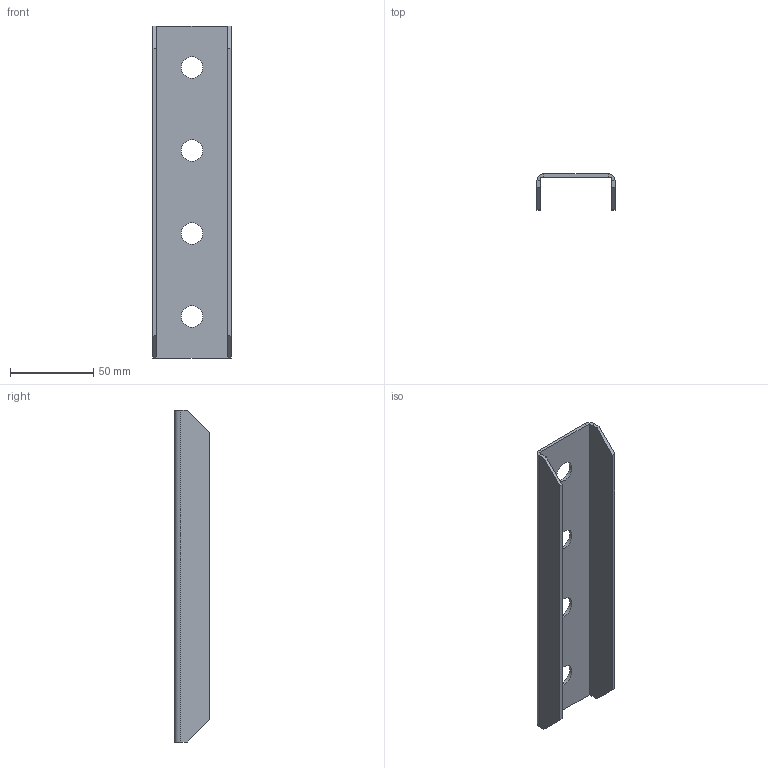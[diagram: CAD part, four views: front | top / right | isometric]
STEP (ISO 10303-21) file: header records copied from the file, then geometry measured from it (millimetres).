
FILE_DESCRIPTION (( 'STEP AP214' ), '1' );
FILE_NAME ('1124681.STEP', '2026-02-19T15:56:16', ( '' ), ( '' ), 'SwSTEP 2.0', 'SolidWorks 2024', '' );
FILE_SCHEMA (( 'AUTOMOTIVE_DESIGN' ));
Length unit declared in the file: millimetre
Products named in the file (1): 1124681
Bounding box: 47 x 21.6 x 200 mm (x, y, z)
Volume: 31315.7 mm3; surface area: 33396.9 mm2
Topology: 1 solids, 1 shells, 32 faces, 82 edges, 52 vertices
Faces by surface type: plane 22, cylinder 10
Entity records: 1001 total; most frequent: DIRECTION 168, CARTESIAN_POINT 167, ORIENTED_EDGE 164, EDGE_CURVE 82, LINE 62, VECTOR 62, AXIS2_PLACEMENT_3D 53, VERTEX_POINT 52
